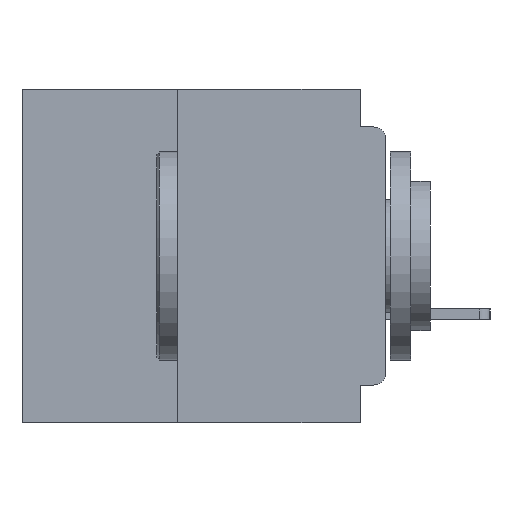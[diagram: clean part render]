
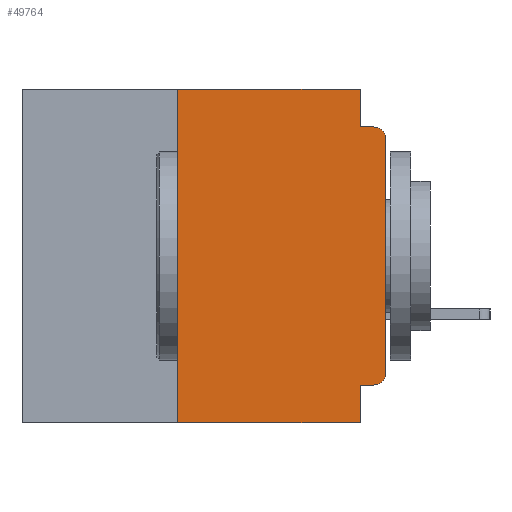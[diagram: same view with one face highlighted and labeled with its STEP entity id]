
A CAD part, left-side view. The second image highlights one B-rep face of the part: STEP entity #49764.
In plain terms, the highlighted planar face has unit normal (-1, 0, 0).
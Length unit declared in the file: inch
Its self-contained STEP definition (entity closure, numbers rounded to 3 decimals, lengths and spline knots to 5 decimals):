
#271 = CARTESIAN_POINT ( 'NONE',  ( 0., 0.031, -0.4 ) ) ;
#502 = DIRECTION ( 'NONE',  ( 0., -1., 0. ) ) ;
#553 = DIRECTION ( 'NONE',  ( 0., 0., 1. ) ) ;
#914 = CARTESIAN_POINT ( 'NONE',  ( 0., 0., -0.045 ) ) ;
#1361 = ORIENTED_EDGE ( 'NONE', *, *, #14491, .F. ) ;
#1545 = ORIENTED_EDGE ( 'NONE', *, *, #51773, .F. ) ;
#3178 = ORIENTED_EDGE ( 'NONE', *, *, #10388, .F. ) ;
#3294 = CARTESIAN_POINT ( 'NONE',  ( 0., 0.015, -0.06 ) ) ;
#3928 = EDGE_CURVE ( 'NONE', #53375, #5840, #22046, .T. ) ;
#4277 = AXIS2_PLACEMENT_3D ( 'NONE', #3294, #34553, #7853 ) ;
#4835 = CARTESIAN_POINT ( 'NONE',  ( 0., 0.015, -0.045 ) ) ;
#5840 = VERTEX_POINT ( 'NONE', #271 ) ;
#5904 = CARTESIAN_POINT ( 'NONE',  ( 0., 0.015, -0.34 ) ) ;
#7853 = DIRECTION ( 'NONE',  ( 0., 0., -1. ) ) ;
#8290 = DIRECTION ( 'NONE',  ( 0., 0., -1. ) ) ;
#8639 = VECTOR ( 'NONE', #502, 39.37008 ) ;
#8932 = CARTESIAN_POINT ( 'NONE',  ( 0., 0., -0.355 ) ) ;
#9128 = DIRECTION ( 'NONE',  ( 0., 0., 1. ) ) ;
#9264 = EDGE_CURVE ( 'NONE', #42255, #31502, #39498, .T. ) ;
#10311 = CARTESIAN_POINT ( 'NONE',  ( 0., 0.25, 0. ) ) ;
#10388 = EDGE_CURVE ( 'NONE', #16244, #55493, #49899, .T. ) ;
#10414 = DIRECTION ( 'NONE',  ( 0., 0., -1. ) ) ;
#10777 = VECTOR ( 'NONE', #8290, 39.37008 ) ;
#10948 = CARTESIAN_POINT ( 'NONE',  ( 0., 0.031, 0. ) ) ;
#12624 = AXIS2_PLACEMENT_3D ( 'NONE', #5904, #37110, #10414 ) ;
#12969 = LINE ( 'NONE', #53205, #23452 ) ;
#14491 = EDGE_CURVE ( 'NONE', #28058, #28147, #32006, .T. ) ;
#14785 = AXIS2_PLACEMENT_3D ( 'NONE', #28556, #41993, #15346 ) ;
#15346 = DIRECTION ( 'NONE',  ( 0., 0., -1. ) ) ;
#15555 = CARTESIAN_POINT ( 'NONE',  ( 0., 0.031, -0.355 ) ) ;
#16244 = VERTEX_POINT ( 'NONE', #41842 ) ;
#17624 = CARTESIAN_POINT ( 'NONE',  ( 0., 0., -0.34 ) ) ;
#18332 = CARTESIAN_POINT ( 'NONE',  ( 0., 0.437, 0. ) ) ;
#18751 = VECTOR ( 'NONE', #53521, 39.37008 ) ;
#20530 = LINE ( 'NONE', #18332, #8639 ) ;
#21163 = CIRCLE ( 'NONE', #12624, 0.015 ) ;
#22046 = LINE ( 'NONE', #55183, #44316 ) ;
#22645 = LINE ( 'NONE', #52862, #10777 ) ;
#23069 = CIRCLE ( 'NONE', #4277, 0.015 ) ;
#23186 = CARTESIAN_POINT ( 'NONE',  ( 0., 0., -0.06 ) ) ;
#23452 = VECTOR ( 'NONE', #48734, 39.37008 ) ;
#24110 = PLANE ( 'NONE',  #14785 ) ;
#24581 = ORIENTED_EDGE ( 'NONE', *, *, #40961, .F. ) ;
#24958 = EDGE_CURVE ( 'NONE', #39950, #48629, #20530, .T. ) ;
#25699 = FACE_OUTER_BOUND ( 'NONE', #37840, .T. ) ;
#26207 = VECTOR ( 'NONE', #45586, 39.37008 ) ;
#26574 = ORIENTED_EDGE ( 'NONE', *, *, #27915, .F. ) ;
#26673 = CARTESIAN_POINT ( 'NONE',  ( 0., 0.25, -0.4 ) ) ;
#27665 = VECTOR ( 'NONE', #553, 39.37008 ) ;
#27915 = EDGE_CURVE ( 'NONE', #53375, #39950, #49755, .T. ) ;
#28058 = VERTEX_POINT ( 'NONE', #32511 ) ;
#28147 = VERTEX_POINT ( 'NONE', #15555 ) ;
#28556 = CARTESIAN_POINT ( 'NONE',  ( 0., 0.437, 0. ) ) ;
#28658 = ORIENTED_EDGE ( 'NONE', *, *, #3928, .T. ) ;
#30489 = ORIENTED_EDGE ( 'NONE', *, *, #57369, .T. ) ;
#31143 = ORIENTED_EDGE ( 'NONE', *, *, #24958, .F. ) ;
#31502 = VERTEX_POINT ( 'NONE', #23186 ) ;
#32006 = LINE ( 'NONE', #8932, #18751 ) ;
#32511 = CARTESIAN_POINT ( 'NONE',  ( 0., 0.015, -0.355 ) ) ;
#33051 = ORIENTED_EDGE ( 'NONE', *, *, #42461, .T. ) ;
#33218 = DIRECTION ( 'NONE',  ( 0., -1., 0. ) ) ;
#34509 = CARTESIAN_POINT ( 'NONE',  ( 0., 0.25, -0.4 ) ) ;
#34553 = DIRECTION ( 'NONE',  ( -1., 0., 0. ) ) ;
#37110 = DIRECTION ( 'NONE',  ( -1., 0., 0. ) ) ;
#37840 = EDGE_LOOP ( 'NONE', ( #54386, #30489, #3178, #1545, #31143, #26574, #28658, #24581, #1361, #33051 ) ) ;
#37913 = VECTOR ( 'NONE', #9128, 39.37008 ) ;
#39498 = LINE ( 'NONE', #49529, #27665 ) ;
#39950 = VERTEX_POINT ( 'NONE', #10311 ) ;
#40961 = EDGE_CURVE ( 'NONE', #28147, #5840, #12969, .T. ) ;
#41842 = CARTESIAN_POINT ( 'NONE',  ( 0., 0.031, -0.045 ) ) ;
#41993 = DIRECTION ( 'NONE',  ( 1., 0., 0. ) ) ;
#42255 = VERTEX_POINT ( 'NONE', #17624 ) ;
#42461 = EDGE_CURVE ( 'NONE', #28058, #42255, #21163, .T. ) ;
#44316 = VECTOR ( 'NONE', #33218, 39.37008 ) ;
#45586 = DIRECTION ( 'NONE',  ( 0., -1., 0. ) ) ;
#48629 = VERTEX_POINT ( 'NONE', #10948 ) ;
#48734 = DIRECTION ( 'NONE',  ( 0., 0., -1. ) ) ;
#49529 = CARTESIAN_POINT ( 'NONE',  ( 0., 0., 0. ) ) ;
#49755 = LINE ( 'NONE', #26673, #37913 ) ;
#49764 = ADVANCED_FACE ( 'NONE', ( #25699 ), #24110, .F. ) ;
#49899 = LINE ( 'NONE', #914, #26207 ) ;
#51773 = EDGE_CURVE ( 'NONE', #48629, #16244, #22645, .T. ) ;
#52862 = CARTESIAN_POINT ( 'NONE',  ( 0., 0.031, 0. ) ) ;
#53205 = CARTESIAN_POINT ( 'NONE',  ( 0., 0.031, -0.4 ) ) ;
#53375 = VERTEX_POINT ( 'NONE', #34509 ) ;
#53521 = DIRECTION ( 'NONE',  ( 0., 1., 0. ) ) ;
#54386 = ORIENTED_EDGE ( 'NONE', *, *, #9264, .T. ) ;
#55183 = CARTESIAN_POINT ( 'NONE',  ( 0., 0.437, -0.4 ) ) ;
#55493 = VERTEX_POINT ( 'NONE', #4835 ) ;
#57369 = EDGE_CURVE ( 'NONE', #31502, #55493, #23069, .T. ) ;
